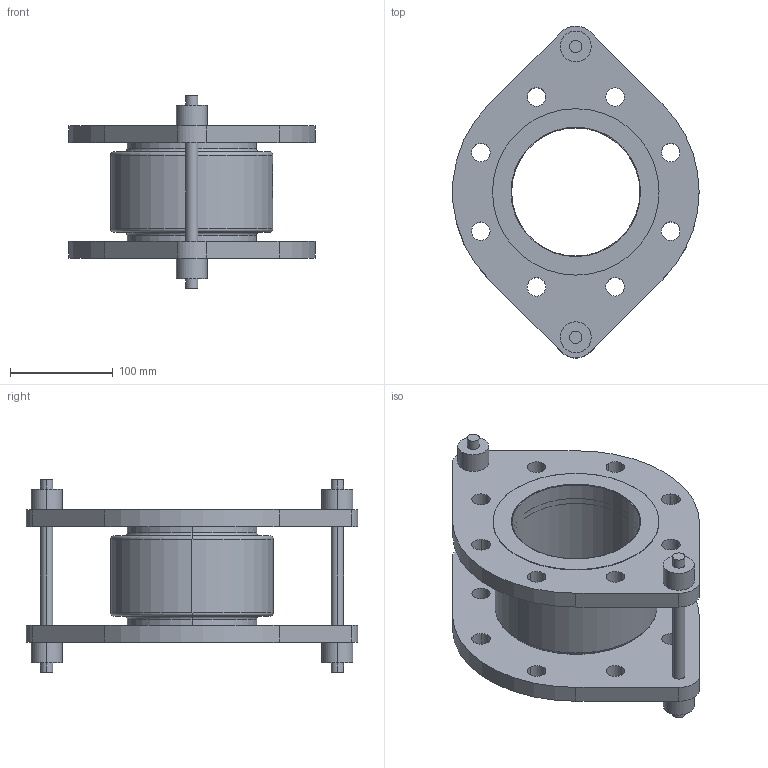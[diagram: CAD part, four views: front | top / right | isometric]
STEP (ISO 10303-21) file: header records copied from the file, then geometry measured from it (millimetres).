
FILE_DESCRIPTION (( 'STEP AP203' ), '1' );
FILE_NAME ('EPSILON-C_DN125_PN06_120_6000017335.STEP', '2021-10-07T10:55:01', ( 'axxx' ), ( '' ), 'SwSTEP 2.0', 'SolidWorks 2019', '' );
FILE_SCHEMA (( 'CONFIG_CONTROL_DESIGN' ));
Length unit declared in the file: millimetre
Products named in the file (1): EPSILON-C_DN125_PN06_120_6000017335
Bounding box: 239.54 x 322.85 x 188 mm (x, y, z)
Volume: 1891843.4 mm3; surface area: 316425 mm2
Topology: 1 solids, 1 shells, 589 faces, 1585 edges, 1054 vertices
Faces by surface type: plane 248, bspline 234, cylinder 99, torus 8
Entity records: 31460 total; most frequent: CARTESIAN_POINT 18056, ORIENTED_EDGE 3170, DIRECTION 2021, EDGE_CURVE 1585, VERTEX_POINT 1054, VECTOR 803, LINE 803, EDGE_LOOP 683
